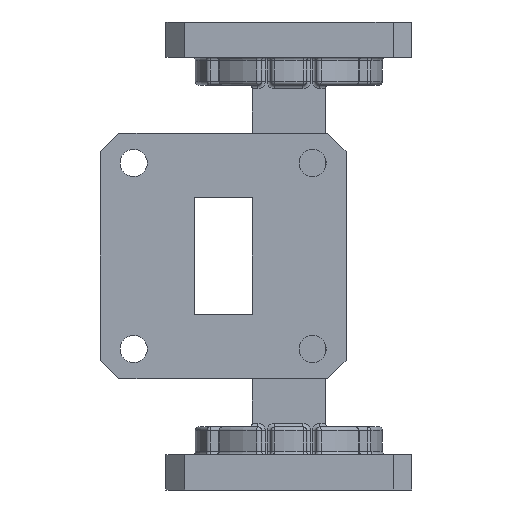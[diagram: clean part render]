
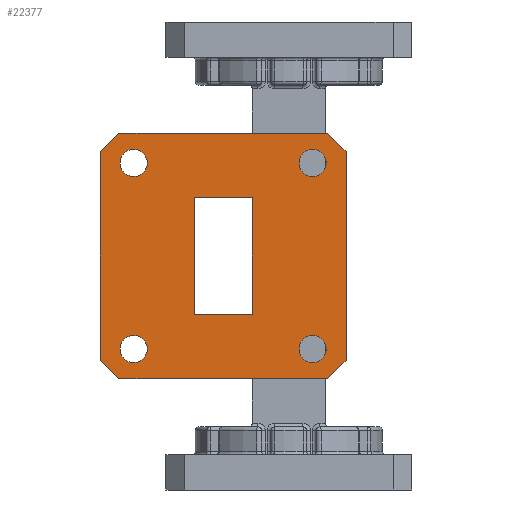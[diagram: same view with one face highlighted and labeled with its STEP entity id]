
A CAD part, left-side view. The second image highlights one B-rep face of the part: STEP entity #22377.
In plain terms, the highlighted planar face has unit normal (-1, 0, 0).
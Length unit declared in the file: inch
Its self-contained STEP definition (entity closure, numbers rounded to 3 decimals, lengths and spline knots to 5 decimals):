
#424 = DIRECTION ( 'NONE',  ( 0., 0., 1. ) ) ;
#1112 = ORIENTED_EDGE ( 'NONE', *, *, #1579, .F. ) ;
#1139 = EDGE_CURVE ( 'NONE', #5931, #1917, #7535, .T. ) ;
#1239 = CIRCLE ( 'NONE', #14884, 0.0725 ) ;
#1579 = EDGE_CURVE ( 'NONE', #23359, #12490, #23295, .T. ) ;
#1786 = DIRECTION ( 'NONE',  ( -1., 0., 0. ) ) ;
#1909 = VERTEX_POINT ( 'NONE', #6656 ) ;
#1917 = VERTEX_POINT ( 'NONE', #8518 ) ;
#2383 = VERTEX_POINT ( 'NONE', #11698 ) ;
#2468 = FACE_BOUND ( 'NONE', #6743, .T. ) ;
#3210 = ORIENTED_EDGE ( 'NONE', *, *, #10077, .T. ) ;
#3341 = ORIENTED_EDGE ( 'NONE', *, *, #7102, .F. ) ;
#3358 = EDGE_CURVE ( 'NONE', #1909, #5931, #20027, .T. ) ;
#3499 = EDGE_LOOP ( 'NONE', ( #17084 ) ) ;
#3568 = CIRCLE ( 'NONE', #6734, 0.0725 ) ;
#3811 = VERTEX_POINT ( 'NONE', #22439 ) ;
#3917 = FACE_BOUND ( 'NONE', #8464, .T. ) ;
#4012 = CARTESIAN_POINT ( 'NONE',  ( -1.25, -0.3055, -0.5935 ) ) ;
#4168 = LINE ( 'NONE', #11217, #9903 ) ;
#4218 = EDGE_CURVE ( 'NONE', #3811, #3811, #11462, .T. ) ;
#4222 = CARTESIAN_POINT ( 'NONE',  ( -1.25, 0.1955, -0.939 ) ) ;
#4348 = CARTESIAN_POINT ( 'NONE',  ( -1.25, 0.1955, -1.561 ) ) ;
#5412 = ORIENTED_EDGE ( 'NONE', *, *, #19794, .F. ) ;
#5536 = CARTESIAN_POINT ( 'NONE',  ( -1.25, 0.1955, -0.939 ) ) ;
#5565 = CARTESIAN_POINT ( 'NONE',  ( -1.25, 1.0075, -0.6935 ) ) ;
#5580 = CARTESIAN_POINT ( 'NONE',  ( -1.25, -0.2055, -0.5935 ) ) ;
#5931 = VERTEX_POINT ( 'NONE', #5565 ) ;
#5988 = DIRECTION ( 'NONE',  ( 0., 0., -1. ) ) ;
#6115 = LINE ( 'NONE', #11216, #7564 ) ;
#6196 = LINE ( 'NONE', #23639, #7358 ) ;
#6463 = EDGE_CURVE ( 'NONE', #7275, #7275, #1239, .T. ) ;
#6483 = EDGE_CURVE ( 'NONE', #9005, #9005, #3568, .T. ) ;
#6656 = CARTESIAN_POINT ( 'NONE',  ( -1.25, 0.9075, -0.5935 ) ) ;
#6734 = AXIS2_PLACEMENT_3D ( 'NONE', #9070, #7058, #16530 ) ;
#6743 = EDGE_LOOP ( 'NONE', ( #18726 ) ) ;
#6852 = CARTESIAN_POINT ( 'NONE',  ( -1.25, -0.127, -1.747 ) ) ;
#6913 = AXIS2_PLACEMENT_3D ( 'NONE', #14871, #1786, #424 ) ;
#6917 = CARTESIAN_POINT ( 'NONE',  ( -1.25, 0.5065, -0.939 ) ) ;
#6924 = VECTOR ( 'NONE', #10550, 39.37008 ) ;
#6995 = VECTOR ( 'NONE', #15388, 39.37008 ) ;
#7058 = DIRECTION ( 'NONE',  ( -1., 0., 0. ) ) ;
#7102 = EDGE_CURVE ( 'NONE', #14628, #23359, #4168, .T. ) ;
#7150 = DIRECTION ( 'NONE',  ( -1., 0., 0. ) ) ;
#7156 = LINE ( 'NONE', #14876, #9738 ) ;
#7236 = VERTEX_POINT ( 'NONE', #13357 ) ;
#7275 = VERTEX_POINT ( 'NONE', #11467 ) ;
#7358 = VECTOR ( 'NONE', #16099, 39.37008 ) ;
#7535 = LINE ( 'NONE', #19574, #20432 ) ;
#7564 = VECTOR ( 'NONE', #9534, 39.37008 ) ;
#7640 = CARTESIAN_POINT ( 'NONE',  ( -1.25, -0.3055, -1.8065 ) ) ;
#8417 = EDGE_CURVE ( 'NONE', #16727, #1909, #23363, .T. ) ;
#8464 = EDGE_LOOP ( 'NONE', ( #11295 ) ) ;
#8518 = CARTESIAN_POINT ( 'NONE',  ( -1.25, 1.0075, -1.8065 ) ) ;
#8549 = DIRECTION ( 'NONE',  ( 0., 0., 1. ) ) ;
#8628 = DIRECTION ( 'NONE',  ( 0., 0., -1. ) ) ;
#8852 = ORIENTED_EDGE ( 'NONE', *, *, #22425, .T. ) ;
#9005 = VERTEX_POINT ( 'NONE', #20833 ) ;
#9070 = CARTESIAN_POINT ( 'NONE',  ( -1.25, -0.127, -0.753 ) ) ;
#9090 = CARTESIAN_POINT ( 'NONE',  ( -1.25, 0.9075, -0.5935 ) ) ;
#9225 = VERTEX_POINT ( 'NONE', #7640 ) ;
#9534 = DIRECTION ( 'NONE',  ( 0., 0., 1. ) ) ;
#9738 = VECTOR ( 'NONE', #9758, 39.37008 ) ;
#9758 = DIRECTION ( 'NONE',  ( 0., -0.707, -0.707 ) ) ;
#9903 = VECTOR ( 'NONE', #14970, 39.37008 ) ;
#9943 = FACE_OUTER_BOUND ( 'NONE', #11535, .T. ) ;
#10077 = EDGE_CURVE ( 'NONE', #7236, #12050, #16697, .T. ) ;
#10386 = DIRECTION ( 'NONE',  ( 0., 0.707, 0.707 ) ) ;
#10461 = AXIS2_PLACEMENT_3D ( 'NONE', #20991, #17156, #5988 ) ;
#10518 = FACE_BOUND ( 'NONE', #20844, .T. ) ;
#10550 = DIRECTION ( 'NONE',  ( 0., -1., 0. ) ) ;
#11216 = CARTESIAN_POINT ( 'NONE',  ( -1.25, -0.3055, -1.9065 ) ) ;
#11217 = CARTESIAN_POINT ( 'NONE',  ( -1.25, 0.1955, -1.561 ) ) ;
#11295 = ORIENTED_EDGE ( 'NONE', *, *, #4218, .F. ) ;
#11462 = CIRCLE ( 'NONE', #16221, 0.0725 ) ;
#11467 = CARTESIAN_POINT ( 'NONE',  ( -1.25, 0.829, -1.6745 ) ) ;
#11535 = EDGE_LOOP ( 'NONE', ( #15000, #15633, #3210, #13682, #21976, #8852, #19354, #22935 ) ) ;
#11698 = CARTESIAN_POINT ( 'NONE',  ( -1.25, 0.829, -0.6805 ) ) ;
#11777 = CARTESIAN_POINT ( 'NONE',  ( -1.25, -0.2055, -1.9065 ) ) ;
#12050 = VERTEX_POINT ( 'NONE', #14306 ) ;
#12490 = VERTEX_POINT ( 'NONE', #5536 ) ;
#12735 = CARTESIAN_POINT ( 'NONE',  ( -1.25, 0.829, -1.747 ) ) ;
#12756 = DIRECTION ( 'NONE',  ( 0., 0.707, -0.707 ) ) ;
#12942 = EDGE_CURVE ( 'NONE', #15473, #14628, #6196, .T. ) ;
#13249 = ORIENTED_EDGE ( 'NONE', *, *, #21473, .F. ) ;
#13357 = CARTESIAN_POINT ( 'NONE',  ( -1.25, 0.9075, -1.9065 ) ) ;
#13487 = EDGE_LOOP ( 'NONE', ( #15795, #5412, #1112, #3341 ) ) ;
#13503 = DIRECTION ( 'NONE',  ( 0., 1., 0. ) ) ;
#13682 = ORIENTED_EDGE ( 'NONE', *, *, #14850, .T. ) ;
#14126 = DIRECTION ( 'NONE',  ( -1., 0., 0. ) ) ;
#14306 = CARTESIAN_POINT ( 'NONE',  ( -1.25, -0.2055, -1.9065 ) ) ;
#14377 = CARTESIAN_POINT ( 'NONE',  ( -1.25, -0.3055, -0.6935 ) ) ;
#14628 = VERTEX_POINT ( 'NONE', #22212 ) ;
#14661 = VECTOR ( 'NONE', #20704, 39.37008 ) ;
#14826 = CIRCLE ( 'NONE', #6913, 0.0725 ) ;
#14850 = EDGE_CURVE ( 'NONE', #12050, #9225, #19381, .T. ) ;
#14871 = CARTESIAN_POINT ( 'NONE',  ( -1.25, 0.829, -0.753 ) ) ;
#14876 = CARTESIAN_POINT ( 'NONE',  ( -1.25, 1.0075, -1.8065 ) ) ;
#14884 = AXIS2_PLACEMENT_3D ( 'NONE', #12735, #7150, #20036 ) ;
#14914 = CARTESIAN_POINT ( 'NONE',  ( -1.25, 0.1955, -1.561 ) ) ;
#14970 = DIRECTION ( 'NONE',  ( 0., -1., 0. ) ) ;
#15000 = ORIENTED_EDGE ( 'NONE', *, *, #1139, .T. ) ;
#15388 = DIRECTION ( 'NONE',  ( 0., 1., 0. ) ) ;
#15473 = VERTEX_POINT ( 'NONE', #6917 ) ;
#15633 = ORIENTED_EDGE ( 'NONE', *, *, #19805, .T. ) ;
#15795 = ORIENTED_EDGE ( 'NONE', *, *, #12942, .F. ) ;
#16099 = DIRECTION ( 'NONE',  ( 0., 0., -1. ) ) ;
#16221 = AXIS2_PLACEMENT_3D ( 'NONE', #6852, #14126, #8549 ) ;
#16530 = DIRECTION ( 'NONE',  ( 0., 0., 1. ) ) ;
#16697 = LINE ( 'NONE', #21540, #6924 ) ;
#16727 = VERTEX_POINT ( 'NONE', #5580 ) ;
#17084 = ORIENTED_EDGE ( 'NONE', *, *, #6463, .F. ) ;
#17156 = DIRECTION ( 'NONE',  ( 1., 0., 0. ) ) ;
#17472 = DIRECTION ( 'NONE',  ( 0., -0.707, 0.707 ) ) ;
#17683 = VECTOR ( 'NONE', #10386, 39.37008 ) ;
#17964 = FACE_BOUND ( 'NONE', #13487, .T. ) ;
#18726 = ORIENTED_EDGE ( 'NONE', *, *, #6483, .F. ) ;
#19354 = ORIENTED_EDGE ( 'NONE', *, *, #8417, .T. ) ;
#19381 = LINE ( 'NONE', #11777, #22837 ) ;
#19574 = CARTESIAN_POINT ( 'NONE',  ( -1.25, 1.0075, -1.9065 ) ) ;
#19653 = LINE ( 'NONE', #21382, #17683 ) ;
#19794 = EDGE_CURVE ( 'NONE', #12490, #15473, #23510, .T. ) ;
#19805 = EDGE_CURVE ( 'NONE', #1917, #7236, #7156, .T. ) ;
#20027 = LINE ( 'NONE', #9090, #20617 ) ;
#20036 = DIRECTION ( 'NONE',  ( 0., 0., 1. ) ) ;
#20432 = VECTOR ( 'NONE', #8628, 39.37008 ) ;
#20617 = VECTOR ( 'NONE', #12756, 39.37008 ) ;
#20704 = DIRECTION ( 'NONE',  ( 0., 0., 1. ) ) ;
#20833 = CARTESIAN_POINT ( 'NONE',  ( -1.25, -0.127, -0.6805 ) ) ;
#20844 = EDGE_LOOP ( 'NONE', ( #13249 ) ) ;
#20946 = VECTOR ( 'NONE', #13503, 39.37008 ) ;
#20991 = CARTESIAN_POINT ( 'NONE',  ( -1.25, 0.351, -1.25 ) ) ;
#21382 = CARTESIAN_POINT ( 'NONE',  ( -1.25, -0.3055, -0.6935 ) ) ;
#21473 = EDGE_CURVE ( 'NONE', #2383, #2383, #14826, .T. ) ;
#21540 = CARTESIAN_POINT ( 'NONE',  ( -1.25, -0.3055, -1.9065 ) ) ;
#21976 = ORIENTED_EDGE ( 'NONE', *, *, #23828, .T. ) ;
#22212 = CARTESIAN_POINT ( 'NONE',  ( -1.25, 0.5065, -1.561 ) ) ;
#22377 = ADVANCED_FACE ( 'NONE', ( #3917, #2468, #10518, #22864, #9943, #17964 ), #22596, .F. ) ;
#22425 = EDGE_CURVE ( 'NONE', #22550, #16727, #19653, .T. ) ;
#22439 = CARTESIAN_POINT ( 'NONE',  ( -1.25, -0.127, -1.6745 ) ) ;
#22550 = VERTEX_POINT ( 'NONE', #14377 ) ;
#22596 = PLANE ( 'NONE',  #10461 ) ;
#22837 = VECTOR ( 'NONE', #17472, 39.37008 ) ;
#22864 = FACE_BOUND ( 'NONE', #3499, .T. ) ;
#22935 = ORIENTED_EDGE ( 'NONE', *, *, #3358, .T. ) ;
#23295 = LINE ( 'NONE', #4348, #14661 ) ;
#23359 = VERTEX_POINT ( 'NONE', #14914 ) ;
#23363 = LINE ( 'NONE', #4012, #6995 ) ;
#23510 = LINE ( 'NONE', #4222, #20946 ) ;
#23639 = CARTESIAN_POINT ( 'NONE',  ( -1.25, 0.5065, -1.561 ) ) ;
#23828 = EDGE_CURVE ( 'NONE', #9225, #22550, #6115, .T. ) ;
